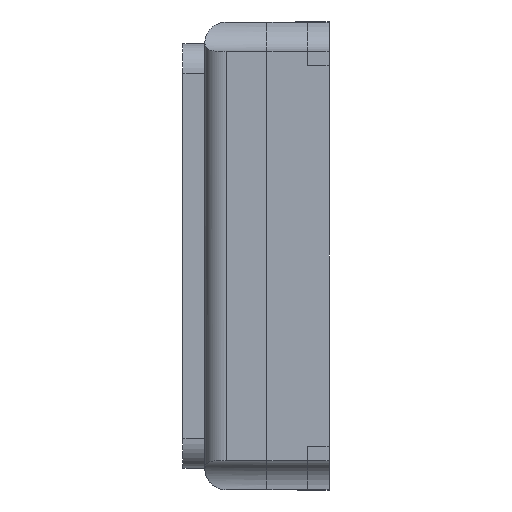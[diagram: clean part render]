
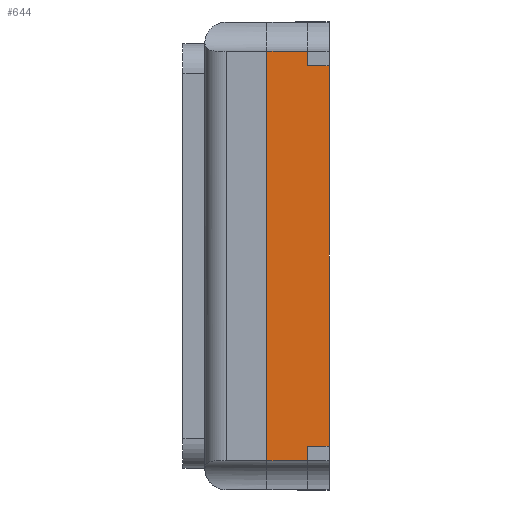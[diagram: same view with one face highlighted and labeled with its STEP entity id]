
A CAD part, left-side view. The second image highlights one B-rep face of the part: STEP entity #644.
In plain terms, the highlighted planar face has unit normal (-1, 0, 0).
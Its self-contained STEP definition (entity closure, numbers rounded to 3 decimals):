
#22 = LINE ( 'NONE', #1564, #2707 ) ;
#128 = VECTOR ( 'NONE', #3310, 1000. ) ;
#218 = LINE ( 'NONE', #591, #128 ) ;
#247 = LINE ( 'NONE', #2271, #3491 ) ;
#306 = LINE ( 'NONE', #1388, #3122 ) ;
#405 = DIRECTION ( 'NONE',  ( 0., 0., 1. ) ) ;
#440 = EDGE_CURVE ( 'NONE', #2777, #2421, #218, .T. ) ;
#559 = LINE ( 'NONE', #2955, #1639 ) ;
#590 = CARTESIAN_POINT ( 'NONE',  ( -1., 0.075, 0.65 ) ) ;
#591 = CARTESIAN_POINT ( 'NONE',  ( -1., 0.425, -0.7 ) ) ;
#629 = EDGE_CURVE ( 'NONE', #2777, #2575, #247, .T. ) ;
#635 = CARTESIAN_POINT ( 'NONE',  ( -1., 0.075, 0.7 ) ) ;
#644 = ADVANCED_FACE ( 'NONE', ( #3368 ), #2512, .T. ) ;
#687 = DIRECTION ( 'NONE',  ( 0., 0., 1. ) ) ;
#692 = LINE ( 'NONE', #1249, #1740 ) ;
#759 = VERTEX_POINT ( 'NONE', #1539 ) ;
#825 = CARTESIAN_POINT ( 'NONE',  ( -1., 0.075, -0.65 ) ) ;
#947 = DIRECTION ( 'NONE',  ( -1., 0., 0. ) ) ;
#1036 = CARTESIAN_POINT ( 'NONE',  ( -1., 0.075, -0.7 ) ) ;
#1069 = VECTOR ( 'NONE', #1837, 1000. ) ;
#1227 = AXIS2_PLACEMENT_3D ( 'NONE', #2013, #947, #687 ) ;
#1239 = ORIENTED_EDGE ( 'NONE', *, *, #3315, .F. ) ;
#1249 = CARTESIAN_POINT ( 'NONE',  ( -1., 0.075, 0.65 ) ) ;
#1310 = CARTESIAN_POINT ( 'NONE',  ( -1., 0.213, -0.7 ) ) ;
#1388 = CARTESIAN_POINT ( 'NONE',  ( -1., 0., 0. ) ) ;
#1539 = CARTESIAN_POINT ( 'NONE',  ( -1., 0., 0.65 ) ) ;
#1564 = CARTESIAN_POINT ( 'NONE',  ( -1., 0.075, 0.7 ) ) ;
#1569 = CARTESIAN_POINT ( 'NONE',  ( -1., 0.425, 0.7 ) ) ;
#1639 = VECTOR ( 'NONE', #3241, 1000. ) ;
#1685 = ORIENTED_EDGE ( 'NONE', *, *, #629, .F. ) ;
#1696 = EDGE_CURVE ( 'NONE', #3495, #3366, #22, .T. ) ;
#1740 = VECTOR ( 'NONE', #2031, 1000. ) ;
#1837 = DIRECTION ( 'NONE',  ( 0., -1., 0. ) ) ;
#2013 = CARTESIAN_POINT ( 'NONE',  ( -1., 0.425, 0. ) ) ;
#2031 = DIRECTION ( 'NONE',  ( 0., -1., 0. ) ) ;
#2032 = LINE ( 'NONE', #1569, #1069 ) ;
#2067 = EDGE_CURVE ( 'NONE', #2801, #2421, #3003, .T. ) ;
#2127 = CARTESIAN_POINT ( 'NONE',  ( -1., 0., -0.65 ) ) ;
#2235 = ORIENTED_EDGE ( 'NONE', *, *, #1696, .F. ) ;
#2271 = CARTESIAN_POINT ( 'NONE',  ( -1., 0.213, -0.7 ) ) ;
#2421 = VERTEX_POINT ( 'NONE', #2604 ) ;
#2434 = ORIENTED_EDGE ( 'NONE', *, *, #2067, .F. ) ;
#2456 = VECTOR ( 'NONE', #3176, 1000. ) ;
#2512 = PLANE ( 'NONE',  #1227 ) ;
#2529 = ORIENTED_EDGE ( 'NONE', *, *, #3307, .T. ) ;
#2575 = VERTEX_POINT ( 'NONE', #3153 ) ;
#2599 = EDGE_CURVE ( 'NONE', #3366, #759, #692, .T. ) ;
#2604 = CARTESIAN_POINT ( 'NONE',  ( -1., 0.075, -0.7 ) ) ;
#2707 = VECTOR ( 'NONE', #3150, 1000. ) ;
#2724 = EDGE_CURVE ( 'NONE', #2575, #3495, #2032, .T. ) ;
#2756 = ORIENTED_EDGE ( 'NONE', *, *, #2724, .F. ) ;
#2777 = VERTEX_POINT ( 'NONE', #1310 ) ;
#2801 = VERTEX_POINT ( 'NONE', #825 ) ;
#2955 = CARTESIAN_POINT ( 'NONE',  ( -1., 0.075, -0.65 ) ) ;
#3003 = LINE ( 'NONE', #1036, #2456 ) ;
#3025 = EDGE_LOOP ( 'NONE', ( #2756, #1685, #3352, #2434, #2529, #1239, #3410, #2235 ) ) ;
#3122 = VECTOR ( 'NONE', #3229, 1000. ) ;
#3150 = DIRECTION ( 'NONE',  ( 0., 0., -1. ) ) ;
#3153 = CARTESIAN_POINT ( 'NONE',  ( -1., 0.213, 0.7 ) ) ;
#3176 = DIRECTION ( 'NONE',  ( 0., 0., -1. ) ) ;
#3229 = DIRECTION ( 'NONE',  ( 0., 0., -1. ) ) ;
#3241 = DIRECTION ( 'NONE',  ( 0., -1., 0. ) ) ;
#3275 = VERTEX_POINT ( 'NONE', #2127 ) ;
#3307 = EDGE_CURVE ( 'NONE', #2801, #3275, #559, .T. ) ;
#3310 = DIRECTION ( 'NONE',  ( 0., -1., 0. ) ) ;
#3315 = EDGE_CURVE ( 'NONE', #759, #3275, #306, .T. ) ;
#3352 = ORIENTED_EDGE ( 'NONE', *, *, #440, .T. ) ;
#3366 = VERTEX_POINT ( 'NONE', #590 ) ;
#3368 = FACE_OUTER_BOUND ( 'NONE', #3025, .T. ) ;
#3410 = ORIENTED_EDGE ( 'NONE', *, *, #2599, .F. ) ;
#3491 = VECTOR ( 'NONE', #405, 1000. ) ;
#3495 = VERTEX_POINT ( 'NONE', #635 ) ;
